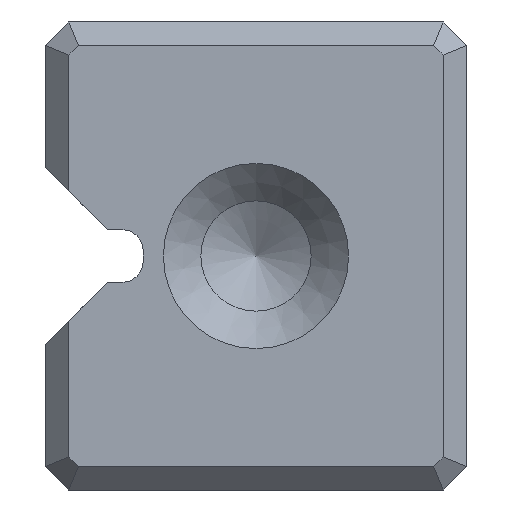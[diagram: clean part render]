
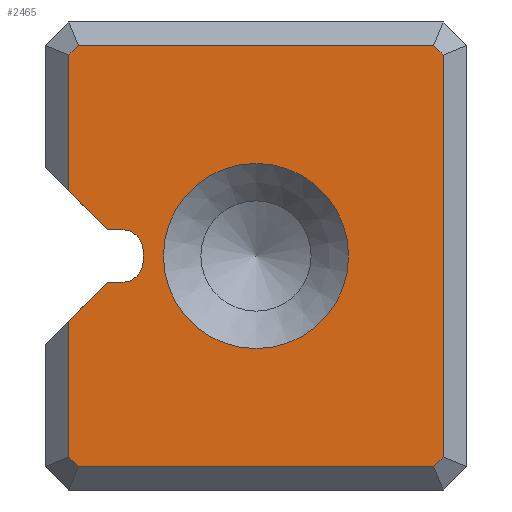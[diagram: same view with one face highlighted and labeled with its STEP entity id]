
A CAD part, left-side view. The second image highlights one B-rep face of the part: STEP entity #2465.
In plain terms, the highlighted planar face has unit normal (-1, 0, 0).
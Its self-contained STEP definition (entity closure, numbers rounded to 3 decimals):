
#2465=ADVANCED_FACE('',(#3375,#3376),#2846,.T.);
#2846=PLANE('',#8753);
#3098=CIRCLE('',#8750,4.35);
#3099=CIRCLE('',#8751,1.);
#3100=CIRCLE('',#8752,1.);
#3375=FACE_BOUND('',#3553,.T.);
#3376=FACE_BOUND('',#3554,.T.);
#3553=EDGE_LOOP('',(#4247));
#3554=EDGE_LOOP('',(#4248,#4249,#4250,#4251,#4252,#4253,#4254,#4255,#4256,
#4257,#4258,#4259,#4260,#4261,#4262,#4263));
#4247=ORIENTED_EDGE('',*,*,#6719,.T.);
#4248=ORIENTED_EDGE('',*,*,#6720,.T.);
#4249=ORIENTED_EDGE('',*,*,#6721,.T.);
#4250=ORIENTED_EDGE('',*,*,#6722,.T.);
#4251=ORIENTED_EDGE('',*,*,#6723,.T.);
#4252=ORIENTED_EDGE('',*,*,#6724,.T.);
#4253=ORIENTED_EDGE('',*,*,#6725,.T.);
#4254=ORIENTED_EDGE('',*,*,#6726,.T.);
#4255=ORIENTED_EDGE('',*,*,#6727,.F.);
#4256=ORIENTED_EDGE('',*,*,#6728,.F.);
#4257=ORIENTED_EDGE('',*,*,#6729,.T.);
#4258=ORIENTED_EDGE('',*,*,#6730,.T.);
#4259=ORIENTED_EDGE('',*,*,#6731,.T.);
#4260=ORIENTED_EDGE('',*,*,#6732,.T.);
#4261=ORIENTED_EDGE('',*,*,#6733,.T.);
#4262=ORIENTED_EDGE('',*,*,#6734,.T.);
#4263=ORIENTED_EDGE('',*,*,#6735,.T.);
#6087=VERTEX_POINT('',#11215);
#6088=VERTEX_POINT('',#11217);
#6089=VERTEX_POINT('',#11218);
#6090=VERTEX_POINT('',#11220);
#6091=VERTEX_POINT('',#11222);
#6092=VERTEX_POINT('',#11224);
#6093=VERTEX_POINT('',#11226);
#6094=VERTEX_POINT('',#11228);
#6095=VERTEX_POINT('',#11230);
#6096=VERTEX_POINT('',#11232);
#6097=VERTEX_POINT('',#11234);
#6098=VERTEX_POINT('',#11236);
#6099=VERTEX_POINT('',#11238);
#6100=VERTEX_POINT('',#11240);
#6101=VERTEX_POINT('',#11242);
#6102=VERTEX_POINT('',#11244);
#6103=VERTEX_POINT('',#11246);
#6719=EDGE_CURVE('',#6087,#6087,#3098,.T.);
#6720=EDGE_CURVE('',#6088,#6089,#7553,.T.);
#6721=EDGE_CURVE('',#6089,#6090,#7554,.T.);
#6722=EDGE_CURVE('',#6090,#6091,#7555,.T.);
#6723=EDGE_CURVE('',#6091,#6092,#7556,.T.);
#6724=EDGE_CURVE('',#6092,#6093,#3099,.T.);
#6725=EDGE_CURVE('',#6093,#6094,#7557,.T.);
#6726=EDGE_CURVE('',#6094,#6095,#3100,.T.);
#6727=EDGE_CURVE('',#6096,#6095,#7558,.T.);
#6728=EDGE_CURVE('',#6097,#6096,#7559,.T.);
#6729=EDGE_CURVE('',#6097,#6098,#7560,.T.);
#6730=EDGE_CURVE('',#6098,#6099,#7561,.T.);
#6731=EDGE_CURVE('',#6099,#6100,#7562,.T.);
#6732=EDGE_CURVE('',#6100,#6101,#7563,.T.);
#6733=EDGE_CURVE('',#6101,#6102,#7564,.T.);
#6734=EDGE_CURVE('',#6102,#6103,#7565,.T.);
#6735=EDGE_CURVE('',#6103,#6088,#7566,.T.);
#7553=LINE('',#11216,#8223);
#7554=LINE('',#11219,#8224);
#7555=LINE('',#11221,#8225);
#7556=LINE('',#11223,#8226);
#7557=LINE('',#11227,#8227);
#7558=LINE('',#11231,#8228);
#7559=LINE('',#11233,#8229);
#7560=LINE('',#11235,#8230);
#7561=LINE('',#11237,#8231);
#7562=LINE('',#11239,#8232);
#7563=LINE('',#11241,#8233);
#7564=LINE('',#11243,#8234);
#7565=LINE('',#11245,#8235);
#7566=LINE('',#11247,#8236);
#8223=VECTOR('',#9281,1.);
#8224=VECTOR('',#9282,1.);
#8225=VECTOR('',#9283,1.);
#8226=VECTOR('',#9284,1.);
#8227=VECTOR('',#9287,1.);
#8228=VECTOR('',#9290,1.);
#8229=VECTOR('',#9291,1.);
#8230=VECTOR('',#9292,1.);
#8231=VECTOR('',#9293,1.);
#8232=VECTOR('',#9294,1.);
#8233=VECTOR('',#9295,1.);
#8234=VECTOR('',#9296,1.);
#8235=VECTOR('',#9297,1.);
#8236=VECTOR('',#9298,1.);
#8750=AXIS2_PLACEMENT_3D('',#11214,#9279,#9280);
#8751=AXIS2_PLACEMENT_3D('',#11225,#9285,#9286);
#8752=AXIS2_PLACEMENT_3D('',#11229,#9288,#9289);
#8753=AXIS2_PLACEMENT_3D('',#11248,#9299,#9300);
#9279=DIRECTION('',(1.,0.,0.));
#9280=DIRECTION('',(0.,0.,-1.));
#9281=DIRECTION('',(0.,0.707,-0.707));
#9282=DIRECTION('',(0.,0.,-1.));
#9283=DIRECTION('',(0.,-0.707,-0.707));
#9284=DIRECTION('',(0.,-1.,0.));
#9285=DIRECTION('',(1.,0.,0.));
#9286=DIRECTION('',(0.,0.,1.));
#9287=DIRECTION('',(0.,0.,-1.));
#9288=DIRECTION('',(1.,0.,0.));
#9289=DIRECTION('',(0.,0.,1.));
#9290=DIRECTION('',(0.,-1.,0.));
#9291=DIRECTION('',(0.,-0.707,0.707));
#9292=DIRECTION('',(0.,0.,-1.));
#9293=DIRECTION('',(0.,-0.707,-0.707));
#9294=DIRECTION('',(0.,-1.,0.));
#9295=DIRECTION('',(0.,-0.707,0.707));
#9296=DIRECTION('',(0.,0.,1.));
#9297=DIRECTION('',(0.,0.707,0.707));
#9298=DIRECTION('',(0.,1.,0.));
#9299=DIRECTION('',(-1.,0.,0.));
#9300=DIRECTION('',(0.,0.,-1.));
#11214=CARTESIAN_POINT('',(0.,9.9,11.));
#11215=CARTESIAN_POINT('',(0.,9.9,6.65));
#11216=CARTESIAN_POINT('',(0.,24.522,14.622));
#11217=CARTESIAN_POINT('',(0.,18.244,20.9));
#11218=CARTESIAN_POINT('',(0.,18.7,20.444));
#11219=CARTESIAN_POINT('',(0.,18.7,0.));
#11220=CARTESIAN_POINT('',(0.,18.7,14.064));
#11221=CARTESIAN_POINT('',(0.,19.8,15.164));
#11222=CARTESIAN_POINT('',(0.,16.886,12.25));
#11223=CARTESIAN_POINT('',(0.,15.2,12.25));
#11224=CARTESIAN_POINT('',(0.,16.2,12.25));
#11225=CARTESIAN_POINT('',(0.,16.2,11.25));
#11226=CARTESIAN_POINT('',(0.,15.2,11.25));
#11227=CARTESIAN_POINT('',(0.,15.2,12.25));
#11228=CARTESIAN_POINT('',(0.,15.2,10.75));
#11229=CARTESIAN_POINT('',(0.,16.2,10.75));
#11230=CARTESIAN_POINT('',(0.,16.2,9.75));
#11231=CARTESIAN_POINT('',(0.,15.2,9.75));
#11232=CARTESIAN_POINT('',(0.,16.886,9.75));
#11233=CARTESIAN_POINT('',(0.,19.8,6.836));
#11234=CARTESIAN_POINT('',(0.,18.7,7.936));
#11235=CARTESIAN_POINT('',(0.,18.7,0.));
#11236=CARTESIAN_POINT('',(0.,18.7,1.556));
#11237=CARTESIAN_POINT('',(0.,13.522,-3.622));
#11238=CARTESIAN_POINT('',(0.,18.244,1.1));
#11239=CARTESIAN_POINT('',(0.,9.9,1.1));
#11240=CARTESIAN_POINT('',(0.,1.556,1.1));
#11241=CARTESIAN_POINT('',(0.,6.278,-3.622));
#11242=CARTESIAN_POINT('',(0.,1.1,1.556));
#11243=CARTESIAN_POINT('',(0.,1.1,0.));
#11244=CARTESIAN_POINT('',(0.,1.1,20.444));
#11245=CARTESIAN_POINT('',(0.,-4.722,14.622));
#11246=CARTESIAN_POINT('',(0.,1.556,20.9));
#11247=CARTESIAN_POINT('',(0.,9.9,20.9));
#11248=CARTESIAN_POINT('',(0.,9.9,0.));
